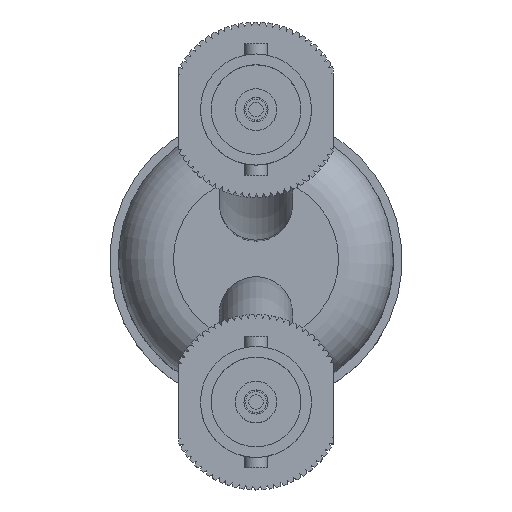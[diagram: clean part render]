
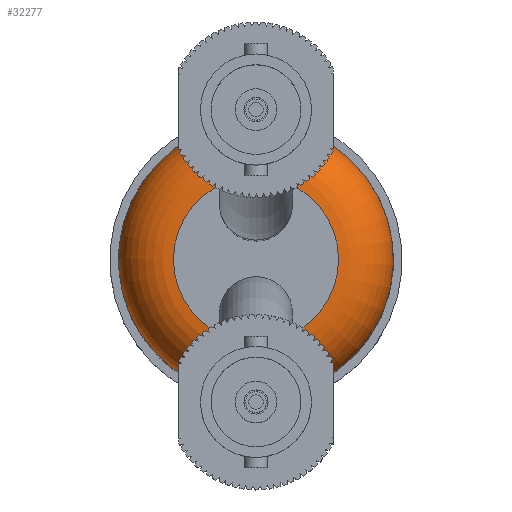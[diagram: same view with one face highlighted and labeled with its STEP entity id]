
A CAD part, top view. The second image highlights one B-rep face of the part: STEP entity #32277.
In plain terms, the highlighted toroidal (fillet/blend) face has major radius 7.176 mm and minor radius 4.763 mm.
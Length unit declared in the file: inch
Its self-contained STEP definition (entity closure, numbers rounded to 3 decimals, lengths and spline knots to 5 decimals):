
#99=TOROIDAL_SURFACE('',#36428,0.2825,0.1875);
#4588=FACE_BOUND('',#8239,.T.);
#6195=FACE_OUTER_BOUND('',#8238,.T.);
#8238=EDGE_LOOP('',(#27095,#27096,#27097,#27098));
#8239=EDGE_LOOP('',(#27099));
#10842=CIRCLE('',#36413,0.2825);
#10847=CIRCLE('',#36422,0.2825);
#10850=CIRCLE('',#36427,0.47);
#10851=CIRCLE('',#36429,0.2825);
#10852=CIRCLE('',#36430,0.2825);
#13399=VERTEX_POINT('',#72660);
#13400=VERTEX_POINT('',#72661);
#13403=VERTEX_POINT('',#72673);
#13404=VERTEX_POINT('',#72674);
#13409=VERTEX_POINT('',#72691);
#17881=EDGE_CURVE('',#13399,#13400,#10842,.T.);
#17886=EDGE_CURVE('',#13403,#13404,#10847,.T.);
#17889=EDGE_CURVE('',#13409,#13409,#10850,.T.);
#17890=EDGE_CURVE('',#13400,#13403,#10851,.T.);
#17891=EDGE_CURVE('',#13404,#13399,#10852,.T.);
#27095=ORIENTED_EDGE('',*,*,#17890,.F.);
#27096=ORIENTED_EDGE('',*,*,#17881,.F.);
#27097=ORIENTED_EDGE('',*,*,#17891,.F.);
#27098=ORIENTED_EDGE('',*,*,#17886,.F.);
#27099=ORIENTED_EDGE('',*,*,#17889,.T.);
#32277=ADVANCED_FACE('',(#6195,#4588),#99,.T.);
#36413=AXIS2_PLACEMENT_3D('',#72671,#45361,#45362);
#36422=AXIS2_PLACEMENT_3D('',#72684,#45379,#45380);
#36427=AXIS2_PLACEMENT_3D('',#72692,#45389,#45390);
#36428=AXIS2_PLACEMENT_3D('',#72693,#45391,#45392);
#36429=AXIS2_PLACEMENT_3D('',#72694,#45393,#45394);
#36430=AXIS2_PLACEMENT_3D('',#72695,#45395,#45396);
#45361=DIRECTION('center_axis',(0.,0.,
1.));
#45362=DIRECTION('ref_axis',(-0.713,0.701,0.));
#45379=DIRECTION('center_axis',(0.,0.,
1.));
#45380=DIRECTION('ref_axis',(-0.713,0.701,0.));
#45389=DIRECTION('center_axis',(0.,0.,
1.));
#45390=DIRECTION('ref_axis',(-0.713,0.701,0.));
#45391=DIRECTION('center_axis',(0.,0.,
1.));
#45392=DIRECTION('ref_axis',(-0.701,-0.713,0.));
#45393=DIRECTION('center_axis',(0.,0.,
1.));
#45394=DIRECTION('ref_axis',(-0.713,0.701,0.));
#45395=DIRECTION('center_axis',(0.,0.,
1.));
#45396=DIRECTION('ref_axis',(-0.713,0.701,0.));
#72660=CARTESIAN_POINT('',(0.09815,0.2649,1.19));
#72661=CARTESIAN_POINT('',(-0.09815,0.2649,1.19));
#72671=CARTESIAN_POINT('Origin',(0.,0.,
1.19));
#72673=CARTESIAN_POINT('',(-0.09815,-0.2649,1.19));
#72674=CARTESIAN_POINT('',(0.09815,-0.2649,1.19));
#72684=CARTESIAN_POINT('Origin',(0.,0.,
1.19));
#72691=CARTESIAN_POINT('',(-0.33504,0.32962,1.0025));
#72692=CARTESIAN_POINT('Origin',(0.,0.,
1.0025));
#72693=CARTESIAN_POINT('Origin',(0.,0.,
1.0025));
#72694=CARTESIAN_POINT('Origin',(0.,0.,
1.19));
#72695=CARTESIAN_POINT('Origin',(0.,0.,
1.19));
